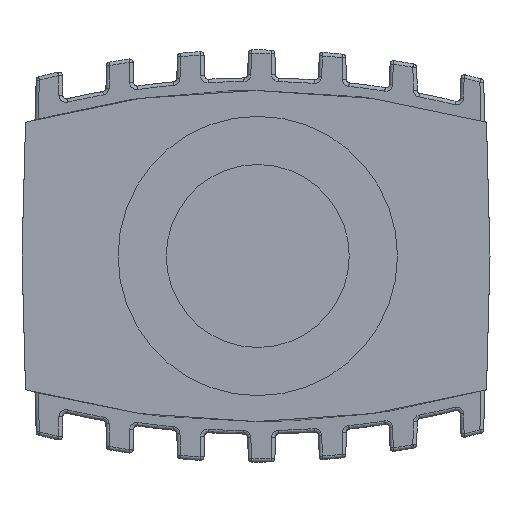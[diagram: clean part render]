
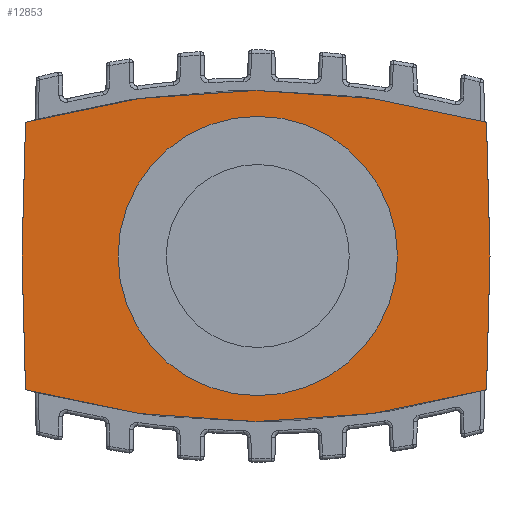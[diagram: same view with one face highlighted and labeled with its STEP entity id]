
A CAD part, front view. The second image highlights one B-rep face of the part: STEP entity #12853.
In plain terms, the highlighted planar face has unit normal (0, -1, 0).
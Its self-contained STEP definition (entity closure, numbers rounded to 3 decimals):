
#9334=CARTESIAN_POINT('',(32.748,0.,-19.153));
#9335=VERTEX_POINT('',#9334);
#9342=CARTESIAN_POINT('',(-33.248,0.,-19.153));
#9343=VERTEX_POINT('',#9342);
#9344=CARTESIAN_POINT('',(-0.25,0.,98.3));
#9345=DIRECTION('',(0.0,-1.0,0.0));
#9346=DIRECTION('',(-0.27,0.0,-0.963));
#9347=AXIS2_PLACEMENT_3D('',#9344,#9345,#9346);
#9348=CIRCLE('',#9347,122.);
#9349=EDGE_CURVE('',#9343,#9335,#9348,.T.);
#9376=CARTESIAN_POINT('',(18.038,0.,1.5));
#9377=VERTEX_POINT('',#9376);
#9384=CARTESIAN_POINT('',(18.038,0.,-1.5));
#9385=VERTEX_POINT('',#9384);
#9386=CARTESIAN_POINT('',(0.,0.,0.));
#9387=DIRECTION('',(0.0,1.0,0.0));
#9388=DIRECTION('',(0.997,0.0,0.083));
#9389=AXIS2_PLACEMENT_3D('',#9386,#9387,#9388);
#9390=CIRCLE('',#9389,18.1);
#9391=EDGE_CURVE('',#9385,#9377,#9390,.T.);
#12658=CARTESIAN_POINT('',(16.52,0.,-1.5));
#12659=VERTEX_POINT('',#12658);
#12666=CARTESIAN_POINT('',(16.52,0.,1.5));
#12667=VERTEX_POINT('',#12666);
#12668=CARTESIAN_POINT('',(16.52,0.,1.5));
#12669=DIRECTION('',(0.0,0.0,-1.0));
#12670=VECTOR('',#12669,3.);
#12671=LINE('',#12668,#12670);
#12672=EDGE_CURVE('',#12667,#12659,#12671,.T.);
#12784=CARTESIAN_POINT('',(18.038,0.,1.5));
#12785=DIRECTION('',(-1.0,0.0,0.0));
#12786=VECTOR('',#12785,1.517);
#12787=LINE('',#12784,#12786);
#12788=EDGE_CURVE('',#9377,#12667,#12787,.T.);
#12795=CARTESIAN_POINT('',(-0.25,0.,-4.512));
#12796=DIRECTION('',(0.0,-1.0,0.0));
#12797=DIRECTION('',(0.0,0.0,-1.0));
#12798=AXIS2_PLACEMENT_3D('',#12795,#12796,#12797);
#12799=PLANE('',#12798);
#12800=ORIENTED_EDGE('',*,*,#9349,.T.);
#12801=CARTESIAN_POINT('',(33.25,0.,0.));
#12802=VERTEX_POINT('',#12801);
#12803=CARTESIAN_POINT('',(32.748,0.,-19.153));
#12804=DIRECTION('',(0.026,0.,1.));
#12805=VECTOR('',#12804,19.159);
#12806=LINE('',#12803,#12805);
#12807=EDGE_CURVE('',#9335,#12802,#12806,.T.);
#12808=ORIENTED_EDGE('',*,*,#12807,.T.);
#12809=CARTESIAN_POINT('',(32.748,0.,19.153));
#12810=VERTEX_POINT('',#12809);
#12811=CARTESIAN_POINT('',(33.25,0.,0.));
#12812=DIRECTION('',(-0.026,0.,1.));
#12813=VECTOR('',#12812,19.159);
#12814=LINE('',#12811,#12813);
#12815=EDGE_CURVE('',#12802,#12810,#12814,.T.);
#12816=ORIENTED_EDGE('',*,*,#12815,.T.);
#12817=CARTESIAN_POINT('',(-33.248,0.,19.153));
#12818=VERTEX_POINT('',#12817);
#12819=CARTESIAN_POINT('',(-0.25,0.,-98.3));
#12820=DIRECTION('',(0.0,-1.0,0.0));
#12821=DIRECTION('',(0.27,0.0,0.963));
#12822=AXIS2_PLACEMENT_3D('',#12819,#12820,#12821);
#12823=CIRCLE('',#12822,122.);
#12824=EDGE_CURVE('',#12810,#12818,#12823,.T.);
#12825=ORIENTED_EDGE('',*,*,#12824,.T.);
#12826=CARTESIAN_POINT('',(-33.75,0.,0.));
#12827=VERTEX_POINT('',#12826);
#12828=CARTESIAN_POINT('',(-33.248,0.,19.153));
#12829=DIRECTION('',(-0.026,0.,-1.));
#12830=VECTOR('',#12829,19.159);
#12831=LINE('',#12828,#12830);
#12832=EDGE_CURVE('',#12818,#12827,#12831,.T.);
#12833=ORIENTED_EDGE('',*,*,#12832,.T.);
#12834=CARTESIAN_POINT('',(-33.75,0.,0.));
#12835=DIRECTION('',(0.026,0.,-1.));
#12836=VECTOR('',#12835,19.159);
#12837=LINE('',#12834,#12836);
#12838=EDGE_CURVE('',#12827,#9343,#12837,.T.);
#12839=ORIENTED_EDGE('',*,*,#12838,.T.);
#12840=EDGE_LOOP('',(#12800,#12808,#12816,#12825,#12833,#12839));
#12841=FACE_OUTER_BOUND('',#12840,.T.);
#12842=ORIENTED_EDGE('',*,*,#12672,.T.);
#12843=CARTESIAN_POINT('',(16.52,0.,-1.5));
#12844=DIRECTION('',(1.0,0.0,0.0));
#12845=VECTOR('',#12844,1.517);
#12846=LINE('',#12843,#12845);
#12847=EDGE_CURVE('',#12659,#9385,#12846,.T.);
#12848=ORIENTED_EDGE('',*,*,#12847,.T.);
#12849=ORIENTED_EDGE('',*,*,#9391,.T.);
#12850=ORIENTED_EDGE('',*,*,#12788,.T.);
#12851=EDGE_LOOP('',(#12842,#12848,#12849,#12850));
#12852=FACE_BOUND('',#12851,.T.);
#12853=ADVANCED_FACE('',(#12841,#12852),#12799,.T.);
